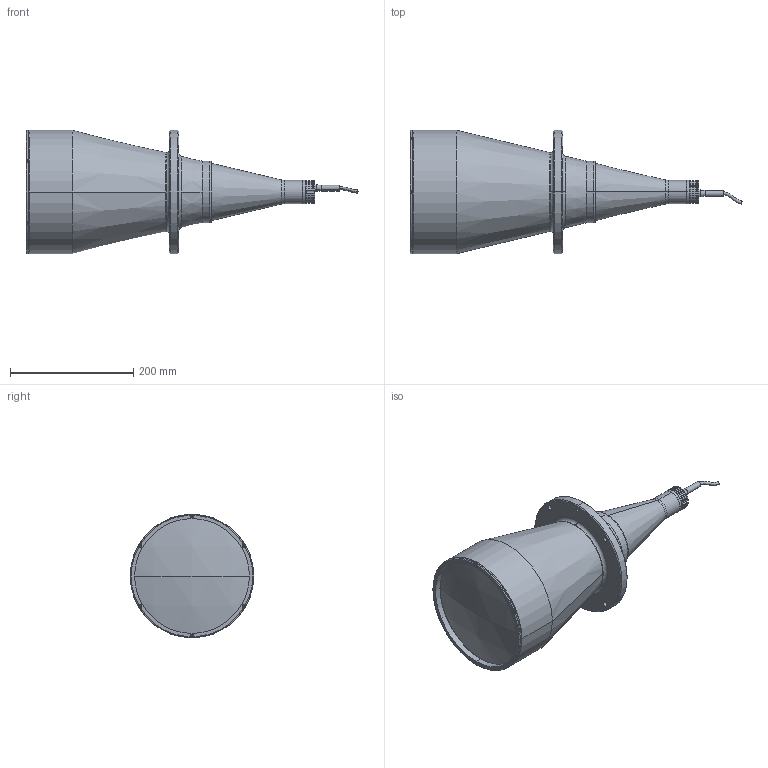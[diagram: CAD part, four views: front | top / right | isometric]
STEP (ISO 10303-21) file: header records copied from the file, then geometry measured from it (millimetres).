
FILE_DESCRIPTION (( 'STEP AP214' ), '1' );
FILE_NAME ('LTCLHP144.STEP', '2014-02-20T14:39:26', ( '' ), ( '' ), 'SwSTEP 2.0', 'SolidWorks 2013', '' );
FILE_SCHEMA (( 'AUTOMOTIVE_DESIGN' ));
Length unit declared in the file: millimetre
Products named in the file (1): LTCLHP144
Bounding box: 537.83 x 200 x 200 mm (x, y, z)
Surface area: 281010.2 mm2 (no closed solid volume)
Topology: 0 solids, 27 shells, 277 faces, 834 edges, 581 vertices
Faces by surface type: plane 118, cylinder 101, torus 32, cone 22, sphere 2, bspline 2
Entity records: 12842 total; most frequent: CARTESIAN_POINT 2023, DIRECTION 1740, ORIENTED_EDGE 1420, EDGE_CURVE 832, AXIS2_PLACEMENT_3D 652, VERTEX_POINT 581, LINE 436, VECTOR 436
